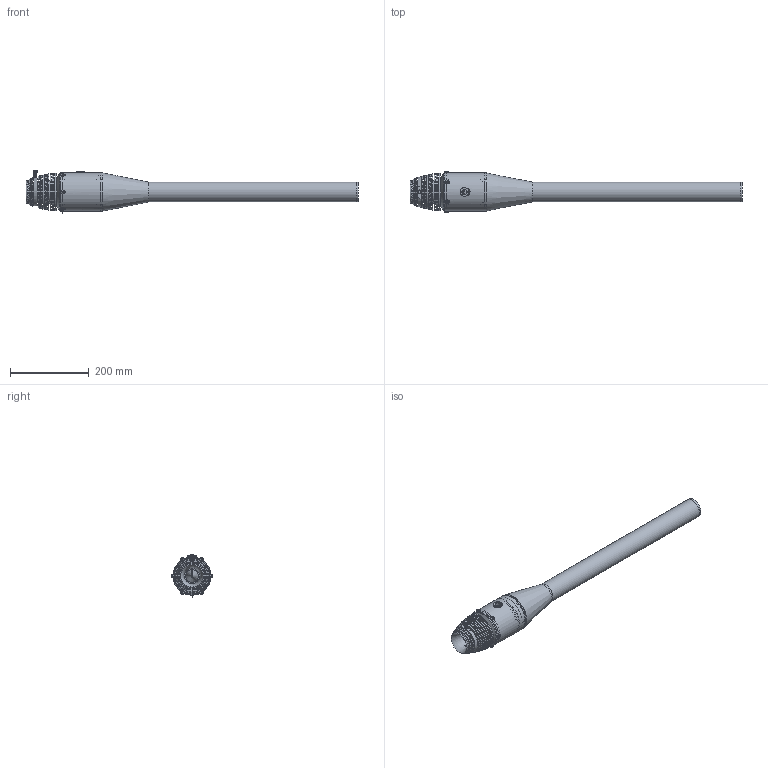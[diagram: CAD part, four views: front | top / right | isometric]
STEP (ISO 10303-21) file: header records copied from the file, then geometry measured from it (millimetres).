
FILE_DESCRIPTION( ( 'Unknown' ), '1' );
FILE_NAME( 'Pulso 1 Main.stp', 'Unknown', ( 'Unknown' ), ( 'Unknown' ), 'XStep 1.0', 'Unknown', ' ' );
FILE_SCHEMA( ( 'automotive_design' ) );
Length unit declared in the file: millimetre
Products named in the file (19): Assem1; Pulso 1 06; Pulso 1 08; Pulso 1 09; Pulso 1 10; Pulso 1 05; Pulso 1 01; Pulso 1 07; Pulso 1 11; Pulso 1 12; Pulso 1 03; Pulso 1 02
Bounding box: 841 x 104.76 x 110.1 mm (x, y, z)
Volume: 844969.6 mm3; surface area: 861827.3 mm2
Topology: 41 solids, 41 shells, 1452 faces, 4794 edges, 3480 vertices
Faces by surface type: plane 561, cylinder 553, cone 234, bspline 53, torus 42, sphere 9
Full cylindrical faces by diameter (mm): 4.134 x20, 4.342 x74, 5 x210, 5.2 x26, 5.3 x2, 10 x7, 12.917 x2, 14 x16, 18 x4, 22 x2, 40 x2, 45 x2, 48 x2, 50 x2, 83 x2, 83.1 x2, 95 x4, 97 x2
Entity records: 36154 total; most frequent: CARTESIAN_POINT 21335, ORIENTED_EDGE 2496, DIRECTION 2252, EDGE_CURVE 1248, VERTEX_POINT 987, AXIS2_PLACEMENT_3D 967, EDGE_LOOP 895, FACE_OUTER_BOUND 719
